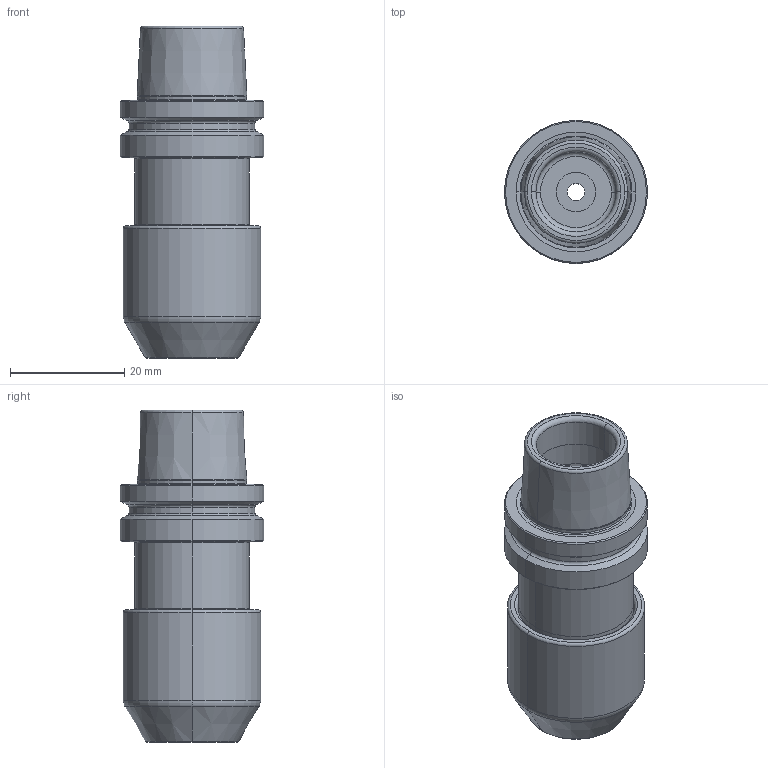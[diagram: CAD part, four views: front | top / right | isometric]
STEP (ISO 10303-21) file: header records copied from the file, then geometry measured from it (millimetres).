
FILE_DESCRIPTION(('HOOPS Exchange Step'),'2;1');
FILE_NAME('export-3CD782AD-7DC8-45E5-A7EB-DCC30E83F685.stp','2023-01-19T21:53:35+01:00',('Gebruiker'),('Alibre'),'HOOPS Exchange 2021.0','Alibre','Unknown authorisation');
FILE_SCHEMA( ('AP242_MANAGED_MODEL_BASED_3D_ENGINEERING_MIM_LF {1 0 10303 442 1 1 4 }') );
Length unit declared in the file: millimetre
Products named in the file (3): 6216-1 HSK-E25 MRM 16 x 045H Toolholder BODY; 6216-2 HSK-E25 MRM 16 x 045H Balanced Nut; 6216 HSK-E25 MRM 16 x 045H Toolholder + Balanced Nut
Assembly tree (2 placements, depth 2):
  6216 HSK-E25 MRM 16 x 045H Toolholder + Balanced Nut
    6216-1 HSK-E25 MRM 16 x 045H Toolholder BODY
    6216-2 HSK-E25 MRM 16 x 045H Balanced Nut
Bounding box: 25 x 25 x 58 mm (x, y, z)
Volume: 12983.3 mm3; surface area: 9631 mm2
Topology: 2 solids, 2 shells, 119 faces, 238 edges, 128 vertices
Faces by surface type: cylinder 40, torus 38, cone 32, plane 9
Entity records: 3177 total; most frequent: DIRECTION 658, CARTESIAN_POINT 493, ORIENTED_EDGE 476, AXIS2_PLACEMENT_3D 293, EDGE_CURVE 238, CIRCLE 166, VERTEX_POINT 128, EDGE_LOOP 128
